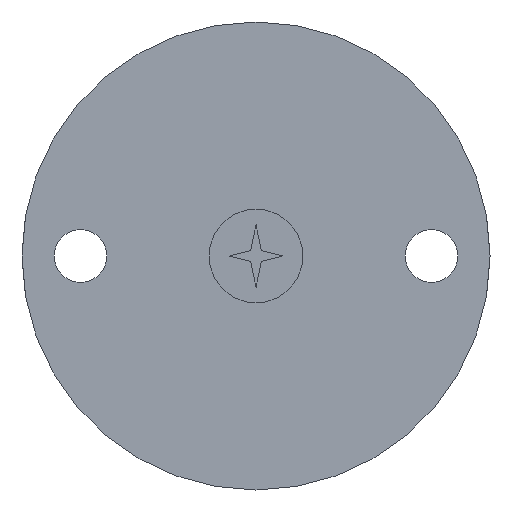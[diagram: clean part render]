
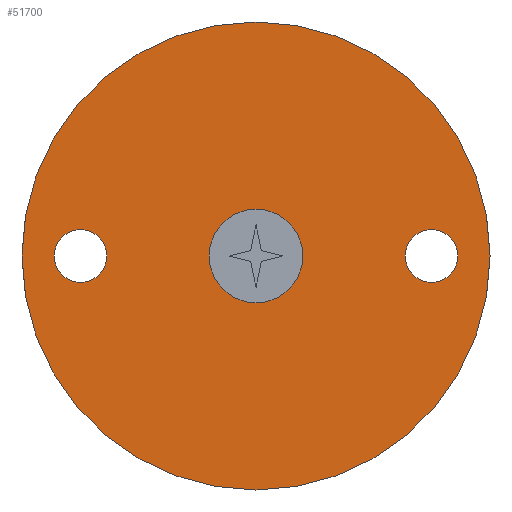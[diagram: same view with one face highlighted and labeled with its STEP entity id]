
A CAD part, front view. The second image highlights one B-rep face of the part: STEP entity #51700.
In plain terms, the highlighted planar face has unit normal (0, -1, 0).
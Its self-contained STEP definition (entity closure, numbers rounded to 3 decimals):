
#51050=CARTESIAN_POINT('',(20.,0.,0.));
#51060=DIRECTION('',(-0.,1.,0.));
#51070=DIRECTION('',(1.,0.,0.));
#51080=AXIS2_PLACEMENT_3D('',#51050,#51060,#51070);
#51090=PLANE('',#51080);
#51100=CARTESIAN_POINT('',(0.,0.,0.));
#51110=DIRECTION('',(0.,-1.,0.));
#51120=DIRECTION('',(1.,0.,0.));
#51130=AXIS2_PLACEMENT_3D('',#51100,#51110,#51120);
#51140=CIRCLE('',#51130,40.);
#51150=CARTESIAN_POINT('',(40.,0.,0.));
#51160=VERTEX_POINT('',#51150);
#51170=CARTESIAN_POINT('',(-40.,0.,0.));
#51180=VERTEX_POINT('',#51170);
#51190=EDGE_CURVE('',#51160,#51180,#51140,.T.);
#51200=ORIENTED_EDGE('',*,*,#51190,.T.);
#51210=EDGE_CURVE('',#51180,#51160,#51140,.T.);
#51220=ORIENTED_EDGE('',*,*,#51210,.T.);
#51230=EDGE_LOOP('',(#51220,#51200));
#51240=FACE_OUTER_BOUND('',#51230,.T.);
#51250=CARTESIAN_POINT('',(30.,0.,0.));
#51260=DIRECTION('',(0.,1.,0.));
#51270=DIRECTION('',(1.,0.,0.));
#51280=AXIS2_PLACEMENT_3D('',#51250,#51260,#51270);
#51290=CIRCLE('',#51280,4.5);
#51300=CARTESIAN_POINT('',(34.5,0.,0.));
#51310=VERTEX_POINT('',#51300);
#51320=CARTESIAN_POINT('',(25.5,0.,0.));
#51330=VERTEX_POINT('',#51320);
#51340=EDGE_CURVE('',#51310,#51330,#51290,.T.);
#51350=ORIENTED_EDGE('',*,*,#51340,.T.);
#51360=EDGE_CURVE('',#51330,#51310,#51290,.T.);
#51370=ORIENTED_EDGE('',*,*,#51360,.T.);
#51380=EDGE_LOOP('',(#51370,#51350));
#51390=FACE_BOUND('',#51380,.T.);
#51400=CARTESIAN_POINT('',(-30.,0.,0.));
#51410=DIRECTION('',(0.,1.,0.));
#51420=DIRECTION('',(1.,0.,0.));
#51430=AXIS2_PLACEMENT_3D('',#51400,#51410,#51420);
#51440=CIRCLE('',#51430,4.5);
#51450=CARTESIAN_POINT('',(-25.5,0.,0.));
#51460=VERTEX_POINT('',#51450);
#51470=CARTESIAN_POINT('',(-34.5,0.,0.));
#51480=VERTEX_POINT('',#51470);
#51490=EDGE_CURVE('',#51460,#51480,#51440,.T.);
#51500=ORIENTED_EDGE('',*,*,#51490,.T.);
#51510=EDGE_CURVE('',#51480,#51460,#51440,.T.);
#51520=ORIENTED_EDGE('',*,*,#51510,.T.);
#51530=EDGE_LOOP('',(#51520,#51500));
#51540=FACE_BOUND('',#51530,.T.);
#51550=CARTESIAN_POINT('',(0.,0.,0.));
#51560=DIRECTION('',(0.,-1.,0.));
#51570=DIRECTION('',(-1.,0.,0.));
#51580=AXIS2_PLACEMENT_3D('',#51550,#51560,#51570);
#51590=CIRCLE('',#51580,8.);
#51600=CARTESIAN_POINT('',(8.,0.,0.));
#51610=VERTEX_POINT('',#51600);
#51620=CARTESIAN_POINT('',(-8.,0.,0.));
#51630=VERTEX_POINT('',#51620);
#51640=EDGE_CURVE('',#51610,#51630,#51590,.T.);
#51650=ORIENTED_EDGE('',*,*,#51640,.F.);
#51660=EDGE_CURVE('',#51630,#51610,#51590,.T.);
#51670=ORIENTED_EDGE('',*,*,#51660,.F.);
#51680=EDGE_LOOP('',(#51670,#51650));
#51690=FACE_BOUND('',#51680,.T.);
#51700=ADVANCED_FACE('',(#51240,#51390,#51540,#51690),#51090,.F.);
